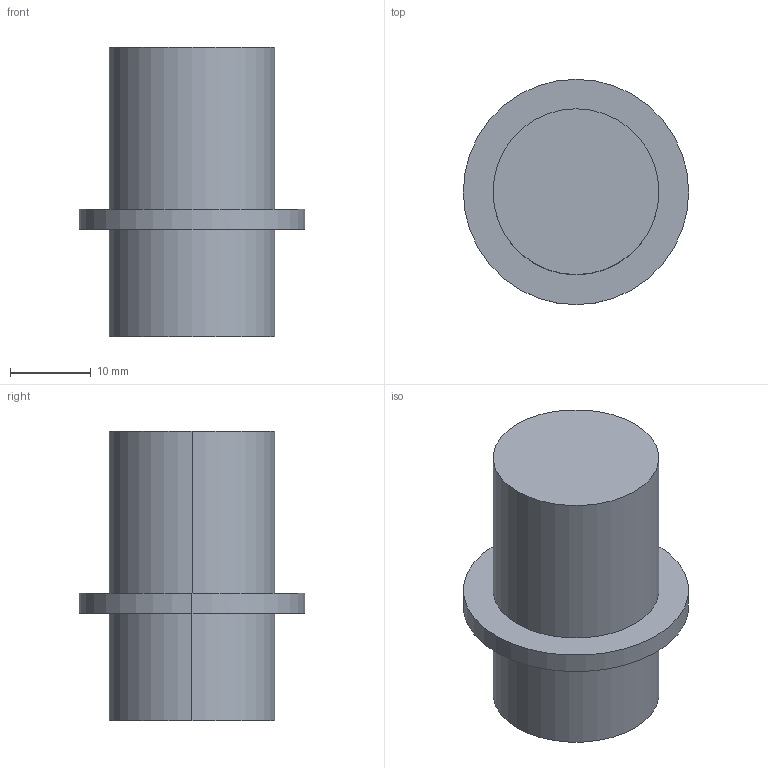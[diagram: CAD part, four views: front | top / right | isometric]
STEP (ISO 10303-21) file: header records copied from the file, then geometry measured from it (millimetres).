
FILE_DESCRIPTION (( 'STEP AP214' ), '1' );
FILE_NAME ('Ethernet Connector.STEP', '2024-06-04T19:38:54', ( '' ), ( '' ), 'SwSTEP 2.0', 'SolidWorks 2023', '' );
FILE_SCHEMA (( 'AUTOMOTIVE_DESIGN' ));
Length unit declared in the file: millimetre
Products named in the file (1): Ethernet Connector
Bounding box: 28 x 28 x 36 mm (x, y, z)
Volume: 12704.6 mm3; surface area: 3619.4 mm2
Topology: 1 solids, 1 shells, 10 faces, 18 edges, 12 vertices
Faces by surface type: cylinder 6, plane 4
Entity records: 277 total; most frequent: DIRECTION 52, CARTESIAN_POINT 41, ORIENTED_EDGE 36, AXIS2_PLACEMENT_3D 23, EDGE_CURVE 18, CIRCLE 12, EDGE_LOOP 12, VERTEX_POINT 12
